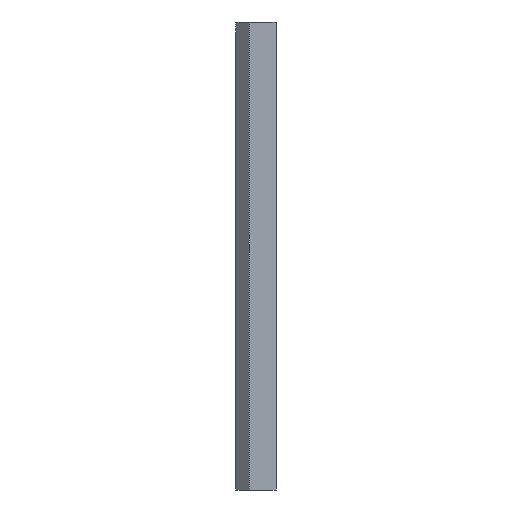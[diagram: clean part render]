
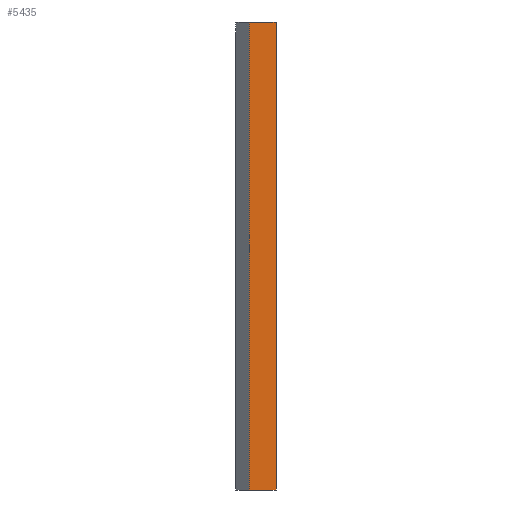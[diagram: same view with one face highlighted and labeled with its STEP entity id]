
A CAD part, left-side view. The second image highlights one B-rep face of the part: STEP entity #5435.
In plain terms, the highlighted planar face has unit normal (-1, 0, 0).
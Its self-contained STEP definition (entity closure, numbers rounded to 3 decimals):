
#367=PLANE('',#5806);
#623=FACE_OUTER_BOUND('',#985,.T.);
#985=EDGE_LOOP('',(#5161,#5162,#5163,#5164));
#1343=LINE('',#8119,#1989);
#1627=LINE('',#8704,#2273);
#1630=LINE('',#8709,#2276);
#1632=LINE('',#8712,#2278);
#1989=VECTOR('',#6552,10.);
#2273=VECTOR('',#7180,10.);
#2276=VECTOR('',#7185,10.);
#2278=VECTOR('',#7189,10.);
#2765=VERTEX_POINT('',#8113);
#2767=VERTEX_POINT('',#8117);
#2896=VERTEX_POINT('',#8703);
#2897=VERTEX_POINT('',#8708);
#3358=EDGE_CURVE('',#2765,#2767,#1343,.T.);
#3650=EDGE_CURVE('',#2896,#2765,#1627,.T.);
#3653=EDGE_CURVE('',#2896,#2897,#1630,.T.);
#3655=EDGE_CURVE('',#2767,#2897,#1632,.T.);
#5161=ORIENTED_EDGE('',*,*,#3358,.T.);
#5162=ORIENTED_EDGE('',*,*,#3655,.T.);
#5163=ORIENTED_EDGE('',*,*,#3653,.F.);
#5164=ORIENTED_EDGE('',*,*,#3650,.T.);
#5435=ADVANCED_FACE('',(#623),#367,.T.);
#5806=AXIS2_PLACEMENT_3D('',#8711,#7187,#7188);
#6552=DIRECTION('',(0.,0.,1.));
#7180=DIRECTION('',(0.,-1.,0.));
#7185=DIRECTION('',(0.,0.,1.));
#7187=DIRECTION('center_axis',(-1.,0.,0.));
#7188=DIRECTION('ref_axis',(0.,0.,-1.));
#7189=DIRECTION('',(0.,1.,0.));
#8113=CARTESIAN_POINT('',(15.1,182.,0.));
#8117=CARTESIAN_POINT('',(15.1,182.,35.));
#8119=CARTESIAN_POINT('',(15.1,182.,0.));
#8703=CARTESIAN_POINT('',(15.1,184.,0.));
#8704=CARTESIAN_POINT('',(15.1,183.75,0.));
#8708=CARTESIAN_POINT('',(15.1,184.,35.));
#8709=CARTESIAN_POINT('',(15.1,184.,0.));
#8711=CARTESIAN_POINT('Origin',(15.1,185.,0.));
#8712=CARTESIAN_POINT('',(15.1,183.75,35.));
